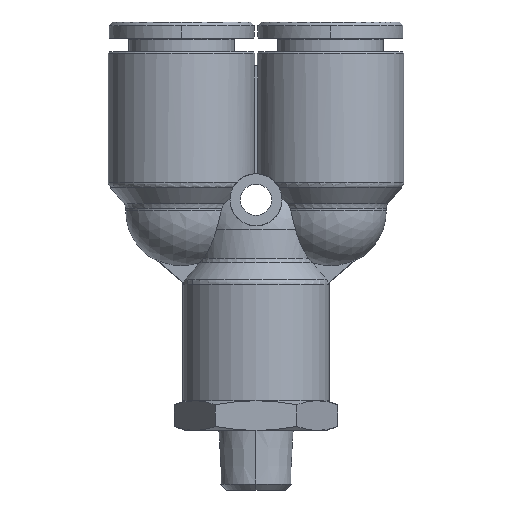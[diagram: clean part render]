
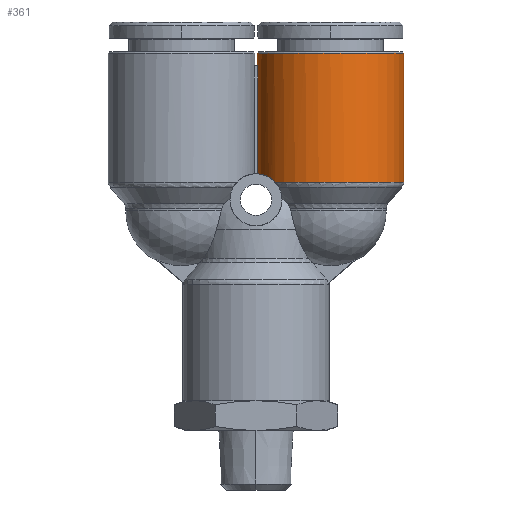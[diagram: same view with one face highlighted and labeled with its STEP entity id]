
A CAD part, front view. The second image highlights one B-rep face of the part: STEP entity #361.
In plain terms, the highlighted cylindrical face has radius 9.85 mm (diameter 19.7 mm), a partial arc.
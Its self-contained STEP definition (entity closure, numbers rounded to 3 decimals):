
#286=CARTESIAN_POINT('',(-24.928,0.,10.0));
#287=DIRECTION('',(1.0,0.0,0.));
#288=DIRECTION('',(0.,0.0,1.0));
#289=AXIS2_PLACEMENT_3D('',#286,#287,#288);
#290=CYLINDRICAL_SURFACE('',#289,9.85);
#291=CARTESIAN_POINT('',(-34.628,0.,19.85));
#292=VERTEX_POINT('',#291);
#293=CARTESIAN_POINT('',(-17.292,0.,19.85));
#294=VERTEX_POINT('',#293);
#295=CARTESIAN_POINT('',(-34.628,0.,19.85));
#296=DIRECTION('',(1.0,0.0,0.0));
#297=VECTOR('',#296,17.336);
#298=LINE('',#295,#297);
#299=EDGE_CURVE('',#292,#294,#298,.T.);
#300=ORIENTED_EDGE('',*,*,#299,.F.);
#301=CARTESIAN_POINT('',(-34.628,0.,0.15));
#302=VERTEX_POINT('',#301);
#303=CARTESIAN_POINT('',(-34.628,0.,10.0));
#304=DIRECTION('',(-1.0,0.,0.0));
#305=DIRECTION('',(0.0,0.0,1.0));
#306=AXIS2_PLACEMENT_3D('',#303,#304,#305);
#307=CIRCLE('',#306,9.85);
#308=EDGE_CURVE('',#302,#292,#307,.T.);
#309=ORIENTED_EDGE('',*,*,#308,.F.);
#310=CARTESIAN_POINT('',(-32.928,0.,0.15));
#311=VERTEX_POINT('',#310);
#312=CARTESIAN_POINT('',(-32.928,0.,0.15));
#313=DIRECTION('',(-1.0,0.,0.0));
#314=VECTOR('',#313,1.7);
#315=LINE('',#312,#314);
#316=EDGE_CURVE('',#311,#302,#315,.T.);
#317=ORIENTED_EDGE('',*,*,#316,.F.);
#318=CARTESIAN_POINT('',(-32.928,-1.5,0.265));
#319=VERTEX_POINT('',#318);
#320=CARTESIAN_POINT('',(-32.928,0.,10.0));
#321=DIRECTION('',(1.0,0.0,0.0));
#322=DIRECTION('',(0.0,0.0,-1.0));
#323=AXIS2_PLACEMENT_3D('',#320,#321,#322);
#324=CIRCLE('',#323,9.85);
#325=EDGE_CURVE('',#319,#311,#324,.T.);
#326=ORIENTED_EDGE('',*,*,#325,.F.);
#327=CARTESIAN_POINT('',(-18.418,-1.5,0.265));
#328=VERTEX_POINT('',#327);
#329=CARTESIAN_POINT('',(-32.928,-1.5,0.265));
#330=DIRECTION('',(1.0,0.0,0.0));
#331=VECTOR('',#330,14.51);
#332=LINE('',#329,#331);
#333=EDGE_CURVE('',#319,#328,#332,.T.);
#334=ORIENTED_EDGE('',*,*,#333,.T.);
#335=CARTESIAN_POINT('',(-17.292,-6.479,2.581));
#336=VERTEX_POINT('',#335);
#337=CARTESIAN_POINT('',(-18.418,-1.5,0.265));
#338=CARTESIAN_POINT('',(-18.417,-1.652,0.288));
#339=CARTESIAN_POINT('',(-18.414,-1.804,0.315));
#340=CARTESIAN_POINT('',(-18.398,-2.603,0.477));
#341=CARTESIAN_POINT('',(-18.372,-3.237,0.675));
#342=CARTESIAN_POINT('',(-18.235,-4.423,1.176));
#343=CARTESIAN_POINT('',(-18.124,-4.975,1.478));
#344=CARTESIAN_POINT('',(-17.829,-5.709,1.968));
#345=CARTESIAN_POINT('',(-17.71,-5.938,2.136));
#346=CARTESIAN_POINT('',(-17.481,-6.265,2.398));
#347=CARTESIAN_POINT('',(-17.392,-6.375,2.49));
#348=CARTESIAN_POINT('',(-17.292,-6.479,2.581));
#349=B_SPLINE_CURVE_WITH_KNOTS('',3,(#337,#338,#339,#340,#341,#342,#343,#344,#345,#346,#347,#348),.UNSPECIFIED.,.F.,.U.,(4,2,2,2,2,4),(1.484,1.935,3.869,5.804,6.771,7.298),.UNSPECIFIED.);
#350=EDGE_CURVE('',#328,#336,#349,.T.);
#351=ORIENTED_EDGE('',*,*,#350,.T.);
#352=CARTESIAN_POINT('',(-17.292,0.,10.));
#353=DIRECTION('',(1.0,0.0,0.0));
#354=DIRECTION('',(0.0,0.0,1.0));
#355=AXIS2_PLACEMENT_3D('',#352,#353,#354);
#356=CIRCLE('',#355,9.85);
#357=EDGE_CURVE('',#294,#336,#356,.T.);
#358=ORIENTED_EDGE('',*,*,#357,.F.);
#359=EDGE_LOOP('',(#300,#309,#317,#326,#334,#351,#358));
#360=FACE_OUTER_BOUND('',#359,.T.);
#361=ADVANCED_FACE('',(#360),#290,.T.);
